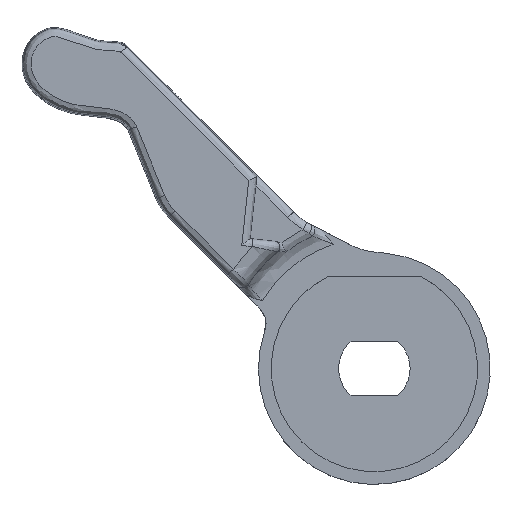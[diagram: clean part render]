
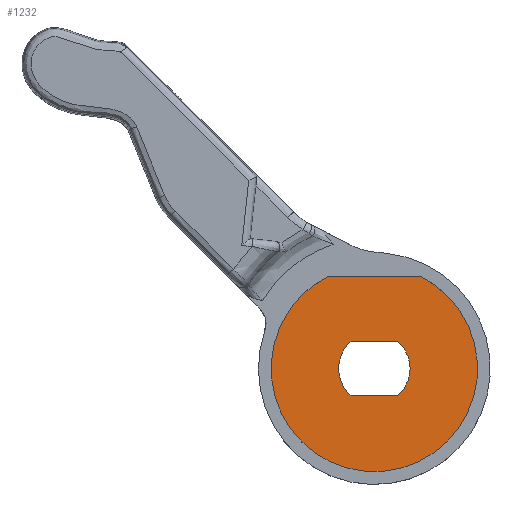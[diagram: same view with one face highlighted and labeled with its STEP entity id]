
A CAD part, top view. The second image highlights one B-rep face of the part: STEP entity #1232.
In plain terms, the highlighted planar face has unit normal (0, 0, 1).
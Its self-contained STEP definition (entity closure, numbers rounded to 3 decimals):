
#24=FACE_BOUND('',#266,.T.);
#44=LINE('',#6405,#73);
#45=LINE('',#6411,#74);
#46=LINE('',#6414,#75);
#73=VECTOR('',#1360,10.);
#74=VECTOR('',#1365,10.);
#75=VECTOR('',#1368,10.);
#88=CIRCLE('',#1280,9.525);
#89=CIRCLE('',#1281,3.3);
#90=CIRCLE('',#1282,3.3);
#109=PLANE('',#1279);
#184=FACE_OUTER_BOUND('',#265,.T.);
#265=EDGE_LOOP('',(#1055,#1056));
#266=EDGE_LOOP('',(#1057,#1058,#1059,#1060));
#534=VERTEX_POINT('',#6403);
#535=VERTEX_POINT('',#6404);
#536=VERTEX_POINT('',#6407);
#537=VERTEX_POINT('',#6408);
#538=VERTEX_POINT('',#6410);
#539=VERTEX_POINT('',#6412);
#716=EDGE_CURVE('',#534,#535,#44,.T.);
#717=EDGE_CURVE('',#535,#534,#88,.T.);
#718=EDGE_CURVE('',#536,#537,#89,.T.);
#719=EDGE_CURVE('',#538,#536,#45,.T.);
#720=EDGE_CURVE('',#539,#538,#90,.T.);
#721=EDGE_CURVE('',#537,#539,#46,.T.);
#1055=ORIENTED_EDGE('',*,*,#716,.T.);
#1056=ORIENTED_EDGE('',*,*,#717,.T.);
#1057=ORIENTED_EDGE('',*,*,#718,.F.);
#1058=ORIENTED_EDGE('',*,*,#719,.F.);
#1059=ORIENTED_EDGE('',*,*,#720,.F.);
#1060=ORIENTED_EDGE('',*,*,#721,.F.);
#1232=ADVANCED_FACE('',(#184,#24),#109,.F.);
#1279=AXIS2_PLACEMENT_3D('',#6402,#1358,#1359);
#1280=AXIS2_PLACEMENT_3D('',#6406,#1361,#1362);
#1281=AXIS2_PLACEMENT_3D('',#6409,#1363,#1364);
#1282=AXIS2_PLACEMENT_3D('',#6413,#1366,#1367);
#1358=DIRECTION('center_axis',(0.,0.,-1.));
#1359=DIRECTION('ref_axis',(1.,0.,0.));
#1360=DIRECTION('',(-1.,0.,0.));
#1361=DIRECTION('center_axis',(0.,0.,1.));
#1362=DIRECTION('ref_axis',(0.446,0.895,0.));
#1363=DIRECTION('center_axis',(0.,0.,1.));
#1364=DIRECTION('ref_axis',(1.,0.,0.));
#1365=DIRECTION('',(1.,0.,0.));
#1366=DIRECTION('center_axis',(0.,0.,1.));
#1367=DIRECTION('ref_axis',(1.,0.,0.));
#1368=DIRECTION('',(-1.,0.,0.));
#6402=CARTESIAN_POINT('Origin',(-10.918,-5.958,-3.15));
#6403=CARTESIAN_POINT('',(4.249,-7.825,-3.15));
#6404=CARTESIAN_POINT('',(-4.249,-7.825,-3.15));
#6405=CARTESIAN_POINT('',(4.249,-7.825,-3.15));
#6406=CARTESIAN_POINT('Origin',(0.,-16.35,-3.15));
#6407=CARTESIAN_POINT('',(2.154,-18.85,-3.15));
#6408=CARTESIAN_POINT('',(2.154,-13.85,-3.15));
#6409=CARTESIAN_POINT('Origin',(0.,-16.35,-3.15));
#6410=CARTESIAN_POINT('',(-2.154,-18.85,-3.15));
#6411=CARTESIAN_POINT('',(-2.154,-18.85,-3.15));
#6412=CARTESIAN_POINT('',(-2.154,-13.85,-3.15));
#6413=CARTESIAN_POINT('Origin',(0.,-16.35,-3.15));
#6414=CARTESIAN_POINT('',(2.154,-13.85,-3.15));
